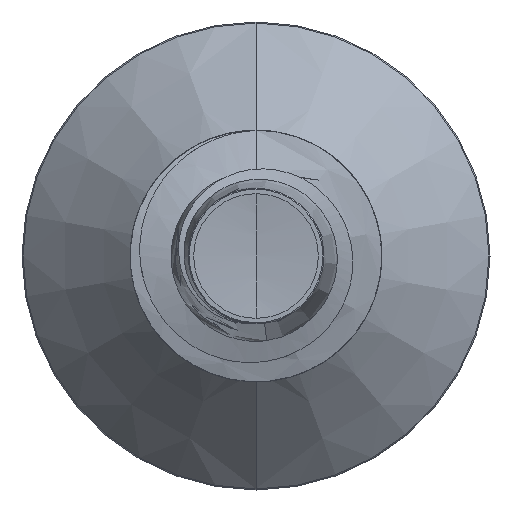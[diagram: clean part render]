
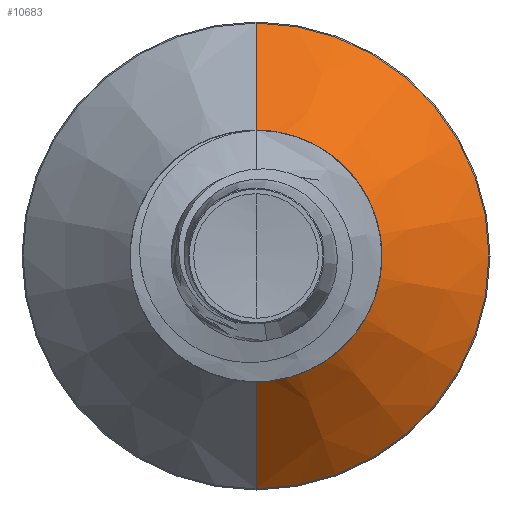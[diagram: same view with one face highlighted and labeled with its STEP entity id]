
A CAD part, front view. The second image highlights one B-rep face of the part: STEP entity #10683.
In plain terms, the highlighted conical face has half-angle 45 degrees and reference radius 2.301 mm.
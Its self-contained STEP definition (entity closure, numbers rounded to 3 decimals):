
#922 = EDGE_CURVE ( 'NONE', #23722, #24562, #1842, .T. ) ;
#1537 = DIRECTION ( 'NONE',  ( 0., 0.707, -0.707 ) ) ;
#1842 = CIRCLE ( 'NONE', #21081, 2.301 ) ;
#2035 = DIRECTION ( 'NONE',  ( 0., 0., 1. ) ) ;
#2171 = ORIENTED_EDGE ( 'NONE', *, *, #922, .T. ) ;
#3772 = VECTOR ( 'NONE', #1537, 1000. ) ;
#5593 = CARTESIAN_POINT ( 'NONE',  ( 0., 26.901, 0. ) ) ;
#6241 = CARTESIAN_POINT ( 'NONE',  ( 0., 26.901, -2.301 ) ) ;
#6269 = VECTOR ( 'NONE', #8510, 1000. ) ;
#6777 = EDGE_LOOP ( 'NONE', ( #2171, #18014, #25476, #23941 ) ) ;
#7715 = AXIS2_PLACEMENT_3D ( 'NONE', #5593, #15628, #15542 ) ;
#8232 = FACE_OUTER_BOUND ( 'NONE', #6777, .T. ) ;
#8510 = DIRECTION ( 'NONE',  ( 0., 0.707, 0.707 ) ) ;
#10163 = EDGE_CURVE ( 'NONE', #28306, #27657, #26501, .T. ) ;
#10544 = LINE ( 'NONE', #16451, #3772 ) ;
#10645 = CARTESIAN_POINT ( 'NONE',  ( 0., 29.228, 4.628 ) ) ;
#10683 = ADVANCED_FACE ( 'NONE', ( #8232 ), #13461, .T. ) ;
#11585 = DIRECTION ( 'NONE',  ( 0., 1., 0. ) ) ;
#11814 = CARTESIAN_POINT ( 'NONE',  ( 0., 26.901, 0. ) ) ;
#13095 = EDGE_CURVE ( 'NONE', #23722, #28306, #23783, .T. ) ;
#13461 = CONICAL_SURFACE ( 'NONE', #7715, 2.301, 0.785 ) ;
#15542 = DIRECTION ( 'NONE',  ( 0., 0., 1. ) ) ;
#15628 = DIRECTION ( 'NONE',  ( 0., 1., 0. ) ) ;
#16451 = CARTESIAN_POINT ( 'NONE',  ( 0., 26.901, -2.301 ) ) ;
#17861 = AXIS2_PLACEMENT_3D ( 'NONE', #27825, #27803, #27777 ) ;
#18014 = ORIENTED_EDGE ( 'NONE', *, *, #23113, .T. ) ;
#21081 = AXIS2_PLACEMENT_3D ( 'NONE', #11814, #11585, #2035 ) ;
#21636 = CARTESIAN_POINT ( 'NONE',  ( 0., 26.901, 2.301 ) ) ;
#22834 = CARTESIAN_POINT ( 'NONE',  ( 0., 26.901, 2.301 ) ) ;
#23113 = EDGE_CURVE ( 'NONE', #24562, #27657, #10544, .T. ) ;
#23722 = VERTEX_POINT ( 'NONE', #22834 ) ;
#23783 = LINE ( 'NONE', #21636, #6269 ) ;
#23941 = ORIENTED_EDGE ( 'NONE', *, *, #13095, .F. ) ;
#24562 = VERTEX_POINT ( 'NONE', #6241 ) ;
#25476 = ORIENTED_EDGE ( 'NONE', *, *, #10163, .F. ) ;
#26501 = CIRCLE ( 'NONE', #17861, 4.628 ) ;
#27657 = VERTEX_POINT ( 'NONE', #28552 ) ;
#27777 = DIRECTION ( 'NONE',  ( 0., 0., 1. ) ) ;
#27803 = DIRECTION ( 'NONE',  ( 0., 1., 0. ) ) ;
#27825 = CARTESIAN_POINT ( 'NONE',  ( 0., 29.228, 0. ) ) ;
#28306 = VERTEX_POINT ( 'NONE', #10645 ) ;
#28552 = CARTESIAN_POINT ( 'NONE',  ( 0., 29.228, -4.628 ) ) ;
